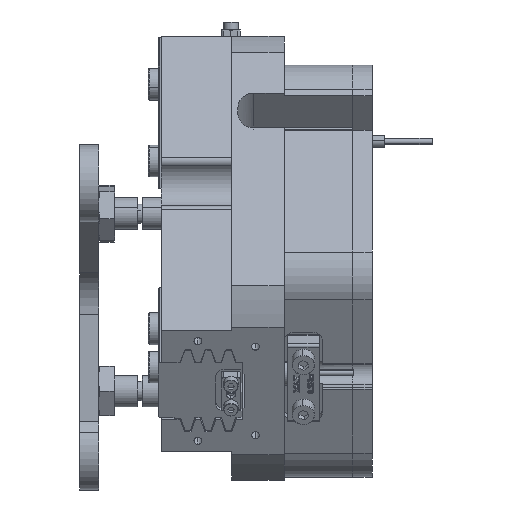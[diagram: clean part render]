
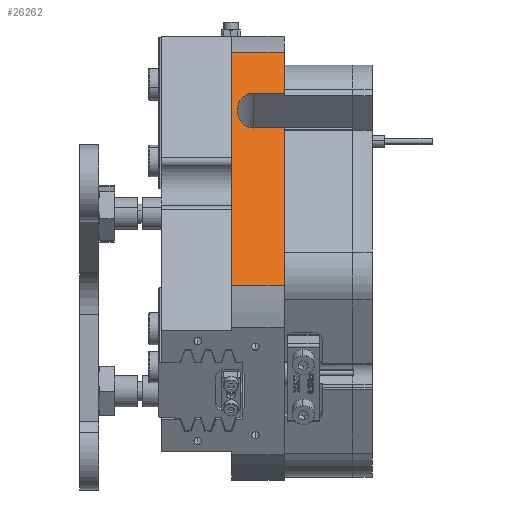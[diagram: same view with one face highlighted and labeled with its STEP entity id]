
A CAD part, left-side view. The second image highlights one B-rep face of the part: STEP entity #26262.
In plain terms, the highlighted planar face has unit normal (-0.866, 0, 0.5).
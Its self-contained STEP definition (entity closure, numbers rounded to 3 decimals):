
#289 = VERTEX_POINT ( 'NONE', #29099 ) ;
#1730 = CARTESIAN_POINT ( 'NONE',  ( 0., 36., 130. ) ) ;
#3621 =( BOUNDED_CURVE ( )  B_SPLINE_CURVE ( 3, ( #26317, #7663, #59337, #22644 ),
 .UNSPECIFIED., .F., .F. ) 
 B_SPLINE_CURVE_WITH_KNOTS ( ( 4, 4 ),
 ( 1.571, 3.142 ),
 .UNSPECIFIED. ) 
 CURVE ( )  GEOMETRIC_REPRESENTATION_ITEM ( )  RATIONAL_B_SPLINE_CURVE ( ( 1., 0.805, 0.805, 1. ) ) 
 REPRESENTATION_ITEM ( '' )  );
#3861 = ORIENTED_EDGE ( 'NONE', *, *, #51624, .F. ) ;
#4283 = PLANE ( 'NONE',  #41504 ) ;
#4945 = ORIENTED_EDGE ( 'NONE', *, *, #26555, .T. ) ;
#6618 = VECTOR ( 'NONE', #13975, 1000. ) ;
#7074 = VERTEX_POINT ( 'NONE', #56454 ) ;
#7619 = FACE_OUTER_BOUND ( 'NONE', #56515, .T. ) ;
#7646 = VECTOR ( 'NONE', #24894, 1000. ) ;
#7663 = CARTESIAN_POINT ( 'NONE',  ( -43.666, 36., 54.368 ) ) ;
#8388 = LINE ( 'NONE', #28207, #26752 ) ;
#8828 = LINE ( 'NONE', #27273, #6618 ) ;
#9099 = VERTEX_POINT ( 'NONE', #50943 ) ;
#9632 = DIRECTION ( 'NONE',  ( 0.5, 0., 0.866 ) ) ;
#9815 = VECTOR ( 'NONE', #17160, 1000. ) ;
#10630 = CARTESIAN_POINT ( 'NONE',  ( -46.257, 36., 49.88 ) ) ;
#11029 = EDGE_CURVE ( 'NONE', #20663, #9099, #8388, .T. ) ;
#13975 = DIRECTION ( 'NONE',  ( -0.5, 0., -0.866 ) ) ;
#14555 = VERTEX_POINT ( 'NONE', #58774 ) ;
#15562 = CARTESIAN_POINT ( 'NONE',  ( -48.886, 31., 45.327 ) ) ;
#16211 = CARTESIAN_POINT ( 'NONE',  ( -46.257, 36., 49.88 ) ) ;
#16234 = VERTEX_POINT ( 'NONE', #24290 ) ;
#16818 = VERTEX_POINT ( 'NONE', #53108 ) ;
#17160 = DIRECTION ( 'NONE',  ( 0., -1., 0. ) ) ;
#20147 = LINE ( 'NONE', #1730, #7646 ) ;
#20663 = VERTEX_POINT ( 'NONE', #41329 ) ;
#20720 = EDGE_CURVE ( 'NONE', #16818, #14555, #8828, .T. ) ;
#20842 = DIRECTION ( 'NONE',  ( 0.5, 0., 0.866 ) ) ;
#21535 = CARTESIAN_POINT ( 'NONE',  ( -42.577, -388.642, 56.254 ) ) ;
#22277 = LINE ( 'NONE', #35252, #31765 ) ;
#22541 = ORIENTED_EDGE ( 'NONE', *, *, #31954, .T. ) ;
#22644 = CARTESIAN_POINT ( 'NONE',  ( -42.577, 31., 56.254 ) ) ;
#24072 = ORIENTED_EDGE ( 'NONE', *, *, #54843, .F. ) ;
#24290 = CARTESIAN_POINT ( 'NONE',  ( -77.394, 38., -4.05 ) ) ;
#24465 = LINE ( 'NONE', #40587, #9815 ) ;
#24794 = VECTOR ( 'NONE', #32739, 1000. ) ;
#24894 = DIRECTION ( 'NONE',  ( -0.5, 0., -0.866 ) ) ;
#25923 = LINE ( 'NONE', #53058, #33948 ) ;
#26262 = ADVANCED_FACE ( 'NONE', ( #7619 ), #4283, .T. ) ;
#26317 = CARTESIAN_POINT ( 'NONE',  ( -45.206, 36., 51.701 ) ) ;
#26555 = EDGE_CURVE ( 'NONE', #16234, #9099, #25923, .T. ) ;
#26726 = EDGE_CURVE ( 'NONE', #40639, #20663, #24465, .T. ) ;
#26752 = VECTOR ( 'NONE', #42446, 1000. ) ;
#26981 = ORIENTED_EDGE ( 'NONE', *, *, #46162, .F. ) ;
#27273 = CARTESIAN_POINT ( 'NONE',  ( 0., 21.5, 130. ) ) ;
#27664 = DIRECTION ( 'NONE',  ( -0.866, 0., 0.5 ) ) ;
#28207 = CARTESIAN_POINT ( 'NONE',  ( 0., 21.5, 130. ) ) ;
#29099 = CARTESIAN_POINT ( 'NONE',  ( -42.577, 31., 56.254 ) ) ;
#30876 = CARTESIAN_POINT ( 'NONE',  ( -48.886, 31., 45.327 ) ) ;
#30970 = VECTOR ( 'NONE', #20842, 1000. ) ;
#31765 = VECTOR ( 'NONE', #44603, 1000. ) ;
#31954 = EDGE_CURVE ( 'NONE', #16818, #7074, #22277, .T. ) ;
#32146 = CARTESIAN_POINT ( 'NONE',  ( 0., -388.642, 130. ) ) ;
#32739 = DIRECTION ( 'NONE',  ( 0., 1., 0. ) ) ;
#33948 = VECTOR ( 'NONE', #34948, 1000. ) ;
#34565 = EDGE_CURVE ( 'NONE', #40639, #51912, #49734, .T. ) ;
#34948 = DIRECTION ( 'NONE',  ( 0., -1., 0. ) ) ;
#35252 = CARTESIAN_POINT ( 'NONE',  ( -35.189, 60., 69.05 ) ) ;
#36920 = ORIENTED_EDGE ( 'NONE', *, *, #11029, .F. ) ;
#40276 = ORIENTED_EDGE ( 'NONE', *, *, #34565, .T. ) ;
#40587 = CARTESIAN_POINT ( 'NONE',  ( -48.886, -388.642, 45.327 ) ) ;
#40639 = VERTEX_POINT ( 'NONE', #30876 ) ;
#40687 = ORIENTED_EDGE ( 'NONE', *, *, #44755, .T. ) ;
#41329 = CARTESIAN_POINT ( 'NONE',  ( -48.886, 21.5, 45.327 ) ) ;
#41504 = AXIS2_PLACEMENT_3D ( 'NONE', #32146, #27664, #9632 ) ;
#42446 = DIRECTION ( 'NONE',  ( -0.5, 0., -0.866 ) ) ;
#44603 = DIRECTION ( 'NONE',  ( 0., 1., 0. ) ) ;
#44755 = EDGE_CURVE ( 'NONE', #46245, #289, #3621, .T. ) ;
#46162 = EDGE_CURVE ( 'NONE', #46245, #51912, #20147, .T. ) ;
#46245 = VERTEX_POINT ( 'NONE', #52815 ) ;
#49179 = CARTESIAN_POINT ( 'NONE',  ( -56.292, 38., 32.5 ) ) ;
#49734 =( BOUNDED_CURVE ( )  B_SPLINE_CURVE ( 3, ( #15562, #57988, #57379, #10630 ),
 .UNSPECIFIED., .F., .F. ) 
 B_SPLINE_CURVE_WITH_KNOTS ( ( 4, 4 ),
 ( 3.142, 4.712 ),
 .UNSPECIFIED. ) 
 CURVE ( )  GEOMETRIC_REPRESENTATION_ITEM ( )  RATIONAL_B_SPLINE_CURVE ( ( 1., 0.805, 0.805, 1. ) ) 
 REPRESENTATION_ITEM ( '' )  );
#49903 = LINE ( 'NONE', #49179, #30970 ) ;
#50252 = ORIENTED_EDGE ( 'NONE', *, *, #26726, .F. ) ;
#50943 = CARTESIAN_POINT ( 'NONE',  ( -77.394, 21.5, -4.05 ) ) ;
#51624 = EDGE_CURVE ( 'NONE', #14555, #289, #54669, .T. ) ;
#51862 = ORIENTED_EDGE ( 'NONE', *, *, #20720, .F. ) ;
#51912 = VERTEX_POINT ( 'NONE', #16211 ) ;
#52815 = CARTESIAN_POINT ( 'NONE',  ( -45.206, 36., 51.701 ) ) ;
#53058 = CARTESIAN_POINT ( 'NONE',  ( -77.394, 60., -4.05 ) ) ;
#53108 = CARTESIAN_POINT ( 'NONE',  ( -35.189, 21.5, 69.05 ) ) ;
#54669 = LINE ( 'NONE', #21535, #24794 ) ;
#54843 = EDGE_CURVE ( 'NONE', #16234, #7074, #49903, .T. ) ;
#56454 = CARTESIAN_POINT ( 'NONE',  ( -35.189, 38., 69.05 ) ) ;
#56515 = EDGE_LOOP ( 'NONE', ( #3861, #51862, #22541, #24072, #4945, #36920, #50252, #40276, #26981, #40687 ) ) ;
#57379 = CARTESIAN_POINT ( 'NONE',  ( -47.797, 36., 47.213 ) ) ;
#57988 = CARTESIAN_POINT ( 'NONE',  ( -48.886, 33.929, 45.327 ) ) ;
#58774 = CARTESIAN_POINT ( 'NONE',  ( -42.577, 21.5, 56.254 ) ) ;
#59337 = CARTESIAN_POINT ( 'NONE',  ( -42.577, 33.929, 56.254 ) ) ;
